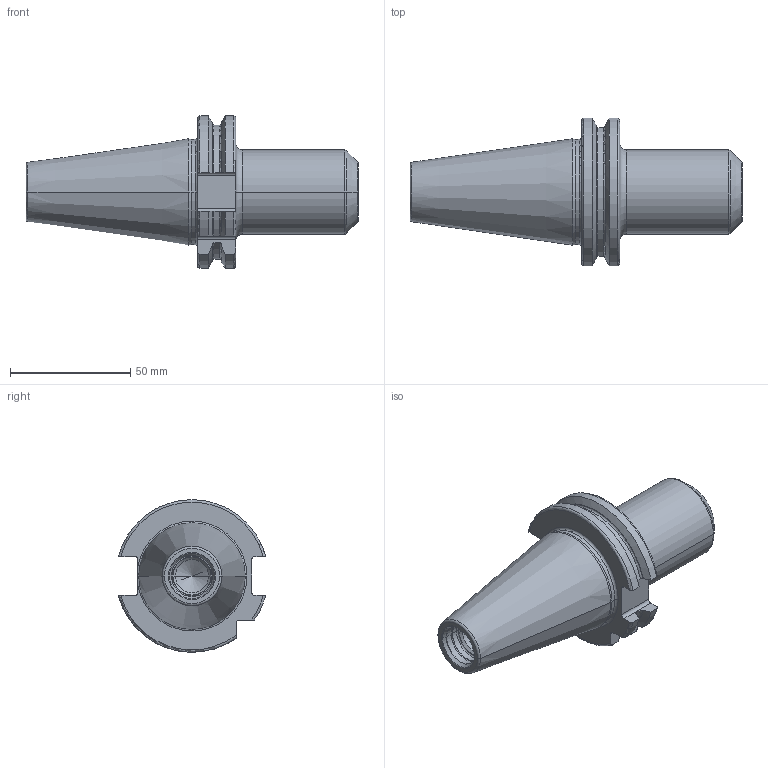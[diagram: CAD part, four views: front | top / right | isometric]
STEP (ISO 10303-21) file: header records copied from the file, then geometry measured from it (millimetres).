
FILE_DESCRIPTION((''),'2;1');
FILE_NAME('40-420-02','2011-08-30T',('mei'),(''),'PRO/ENGINEER BY PARAMETRIC TECHNOLOGY CORPORATION, 2010430','PRO/ENGINEER BY PARAMETRIC TECHNOLOGY CORPORATION, 2010430','');
FILE_SCHEMA(('CONFIG_CONTROL_DESIGN'));
Length unit declared in the file: millimetre
Products named in the file (1): 40-420-02
Bounding box: 138.25 x 61.42 x 63.51 mm (x, y, z)
Volume: 138471.4 mm3; surface area: 28594.2 mm2
Topology: 1 solids, 2 shells, 101 faces, 251 edges, 155 vertices
Faces by surface type: torus 30, cylinder 28, cone 22, plane 21
Entity records: 3237 total; most frequent: CARTESIAN_POINT 772, DIRECTION 539, ORIENTED_EDGE 494, EDGE_CURVE 249, AXIS2_PLACEMENT_3D 226, VERTEX_POINT 155, CIRCLE 124, EDGE_LOOP 106
